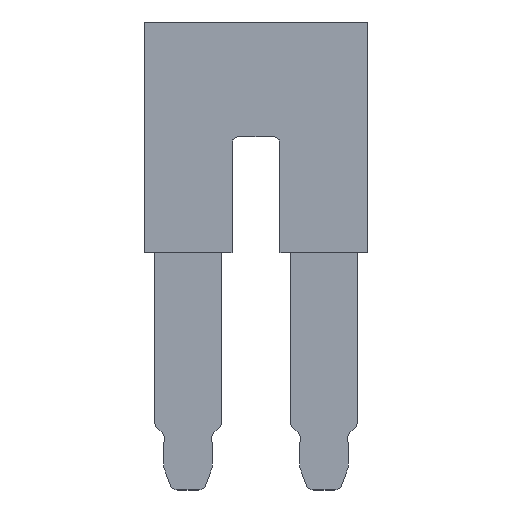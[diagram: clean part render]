
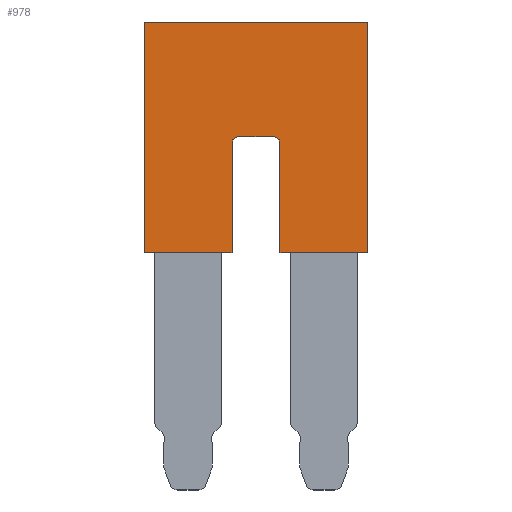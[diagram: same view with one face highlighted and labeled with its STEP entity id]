
A CAD part, top view. The second image highlights one B-rep face of the part: STEP entity #978.
In plain terms, the highlighted planar face has unit normal (0, 0, 1).
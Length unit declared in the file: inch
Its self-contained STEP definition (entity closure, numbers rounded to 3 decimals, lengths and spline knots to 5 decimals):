
#115=DIRECTION('',(0.,-1.,0.));
#116=VECTOR('',#115,8.2);
#117=CARTESIAN_POINT('',(2.69051,9.0963,2.));
#118=LINE('',#117,#116);
#119=CARTESIAN_POINT('',(2.19051,9.0963,2.));
#120=DIRECTION('',(0.,0.,-1.));
#121=DIRECTION('',(0.,1.,0.));
#122=AXIS2_PLACEMENT_3D('',#119,#120,#121);
#124=DIRECTION('',(1.,0.,0.));
#125=VECTOR('',#124,2.6);
#126=CARTESIAN_POINT('',(-0.40949,9.5963,2.));
#127=LINE('',#126,#125);
#128=CARTESIAN_POINT('',(-0.40949,9.0963,2.));
#129=DIRECTION('',(0.,0.,-1.));
#130=DIRECTION('',(-1.,0.,0.));
#131=AXIS2_PLACEMENT_3D('',#128,#129,#130);
#133=DIRECTION('',(0.,1.,0.));
#134=VECTOR('',#133,8.2);
#135=CARTESIAN_POINT('',(-0.90949,0.8963,2.));
#136=LINE('',#135,#134);
#137=DIRECTION('',(1.,0.,0.));
#138=VECTOR('',#137,6.6);
#139=CARTESIAN_POINT('',(-7.50949,0.8963,2.));
#140=LINE('',#139,#138);
#141=DIRECTION('',(0.,-1.,0.));
#142=VECTOR('',#141,17.3);
#143=CARTESIAN_POINT('',(-7.50949,18.1963,2.));
#144=LINE('',#143,#142);
#145=DIRECTION('',(-1.,0.,0.));
#146=VECTOR('',#145,16.8);
#147=CARTESIAN_POINT('',(9.29051,18.1963,2.));
#148=LINE('',#147,#146);
#149=DIRECTION('',(0.,1.,0.));
#150=VECTOR('',#149,17.3);
#151=CARTESIAN_POINT('',(9.29051,0.8963,2.));
#152=LINE('',#151,#150);
#153=DIRECTION('',(1.,0.,0.));
#154=VECTOR('',#153,6.6);
#155=CARTESIAN_POINT('',(2.69051,0.8963,2.));
#156=LINE('',#155,#154);
#609=CARTESIAN_POINT('',(2.69051,9.0963,2.));
#610=CARTESIAN_POINT('',(2.69051,0.8963,2.));
#611=VERTEX_POINT('',#609);
#612=VERTEX_POINT('',#610);
#613=CARTESIAN_POINT('',(9.29051,0.8963,2.));
#614=VERTEX_POINT('',#613);
#615=CARTESIAN_POINT('',(9.29051,18.1963,2.));
#616=VERTEX_POINT('',#615);
#617=CARTESIAN_POINT('',(-7.50949,18.1963,2.));
#618=VERTEX_POINT('',#617);
#619=CARTESIAN_POINT('',(-7.50949,0.8963,2.));
#620=VERTEX_POINT('',#619);
#621=CARTESIAN_POINT('',(-0.90949,0.8963,2.));
#622=VERTEX_POINT('',#621);
#623=CARTESIAN_POINT('',(-0.90949,9.0963,2.));
#624=VERTEX_POINT('',#623);
#625=CARTESIAN_POINT('',(-0.40949,9.5963,2.));
#626=VERTEX_POINT('',#625);
#627=CARTESIAN_POINT('',(2.19051,9.5963,2.));
#628=VERTEX_POINT('',#627);
#961=CARTESIAN_POINT('',(0.,0.,2.));
#962=DIRECTION('',(0.,0.,1.));
#963=DIRECTION('',(1.,0.,0.));
#964=AXIS2_PLACEMENT_3D('',#961,#962,#963);
#965=PLANE('',#964);
#966=ORIENTED_EDGE('',*,*,#809,.F.);
#967=ORIENTED_EDGE('',*,*,#824,.F.);
#968=ORIENTED_EDGE('',*,*,#838,.F.);
#969=ORIENTED_EDGE('',*,*,#852,.F.);
#970=ORIENTED_EDGE('',*,*,#866,.F.);
#971=ORIENTED_EDGE('',*,*,#880,.F.);
#972=ORIENTED_EDGE('',*,*,#904,.F.);
#973=ORIENTED_EDGE('',*,*,#918,.F.);
#974=ORIENTED_EDGE('',*,*,#932,.F.);
#975=ORIENTED_EDGE('',*,*,#945,.F.);
#976=EDGE_LOOP('',(#966,#967,#968,#969,#970,#971,#972,#973,#974,#975));
#977=FACE_OUTER_BOUND('',#976,.F.);
#123=CIRCLE('',#122,0.5);
#132=CIRCLE('',#131,0.5);
#809=EDGE_CURVE('',#611,#612,#118,.T.);
#824=EDGE_CURVE('',#628,#611,#123,.T.);
#838=EDGE_CURVE('',#626,#628,#127,.T.);
#852=EDGE_CURVE('',#624,#626,#132,.T.);
#866=EDGE_CURVE('',#622,#624,#136,.T.);
#880=EDGE_CURVE('',#620,#622,#140,.T.);
#904=EDGE_CURVE('',#618,#620,#144,.T.);
#918=EDGE_CURVE('',#616,#618,#148,.T.);
#932=EDGE_CURVE('',#614,#616,#152,.T.);
#945=EDGE_CURVE('',#612,#614,#156,.T.);
#978=ADVANCED_FACE('',(#977),#965,.T.);
